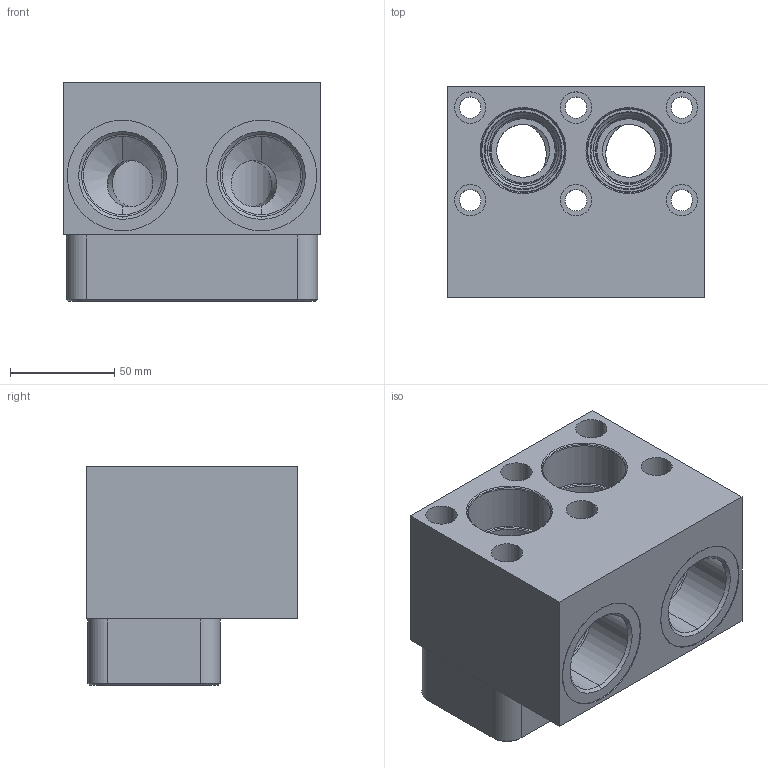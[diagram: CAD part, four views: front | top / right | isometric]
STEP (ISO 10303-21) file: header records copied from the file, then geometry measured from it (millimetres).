
FILE_DESCRIPTION((''),'2;1');
FILE_NAME('XYC_ASM','2022-03-17T',('ProEService'),(''),'PRO/ENGINEER BY PARAMETRIC TECHNOLOGY CORPORATION, 2014200','PRO/ENGINEER BY PARAMETRIC TECHNOLOGY CORPORATION, 2014200','');
FILE_SCHEMA(('CONFIG_CONTROL_DESIGN'));
Length unit declared in the file: inch
Products named in the file (2): 152-147-003; XYC_ASM
Assembly tree (1 placements, depth 2):
  XYC_ASM
    152-147-003
Bounding box: 123.83 x 101.6 x 104.78 mm (x, y, z)
Volume: 803286.9 mm3; surface area: 119510.8 mm2
Topology: 1 solids, 1 shells, 151 faces, 555 edges, 536 vertices
Faces by surface type: cylinder 72, cone 40, plane 27, torus 8, sphere 4
Entity records: 6751 total; most frequent: CARTESIAN_POINT 2031, DIRECTION 1019, ORIENTED_EDGE 744, EDGE_CURVE 372, AXIS2_PLACEMENT_3D 341, VECTOR 337, LINE 337, VERTEX_POINT 236
